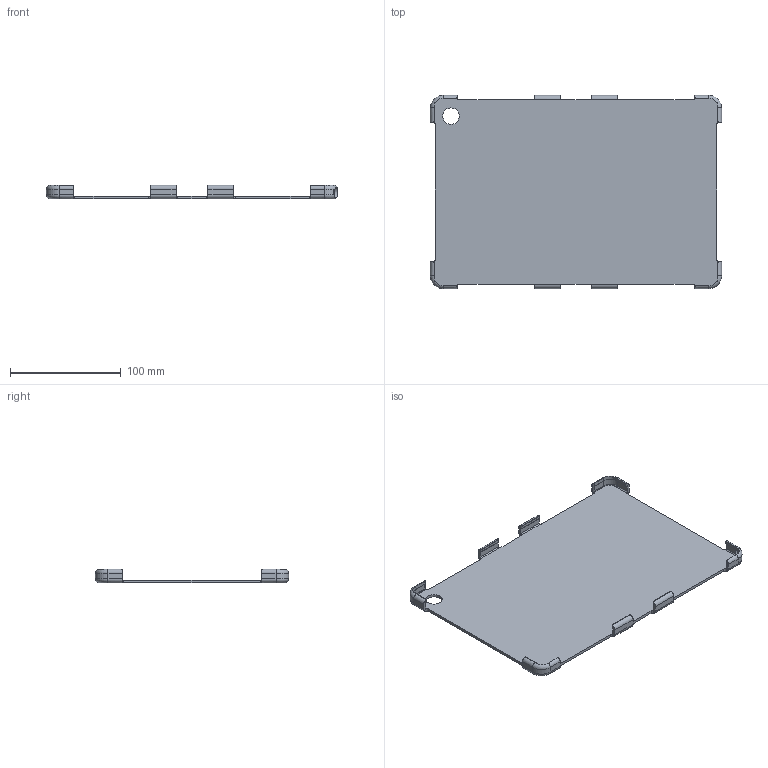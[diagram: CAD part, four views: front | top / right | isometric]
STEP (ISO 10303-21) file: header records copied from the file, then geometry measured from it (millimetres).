
FILE_DESCRIPTION (( 'STEP AP214' ), '1' );
FILE_NAME ('Case1 Back.STEP', '2025-05-23T17:57:11', ( '' ), ( '' ), 'SwSTEP 2.0', 'SolidWorks 2023', '' );
FILE_SCHEMA (( 'AUTOMOTIVE_DESIGN' ));
Length unit declared in the file: inch
Products named in the file (1): Case1 Back
Bounding box: 262.33 x 174.09 x 12.32 mm (x, y, z)
Volume: 114555.6 mm3; surface area: 93115.4 mm2
Topology: 1 solids, 1 shells, 213 faces, 609 edges, 396 vertices
Faces by surface type: cylinder 109, plane 87, torus 17
Entity records: 7584 total; most frequent: CARTESIAN_POINT 2052, ORIENTED_EDGE 1218, DIRECTION 1113, EDGE_CURVE 609, AXIS2_PLACEMENT_3D 413, VERTEX_POINT 396, LINE 287, VECTOR 287
